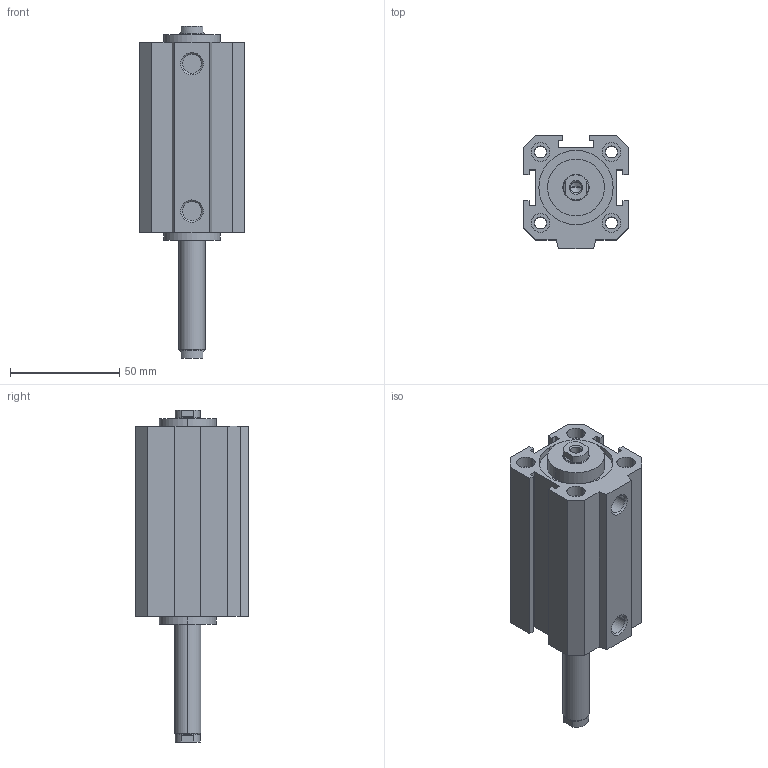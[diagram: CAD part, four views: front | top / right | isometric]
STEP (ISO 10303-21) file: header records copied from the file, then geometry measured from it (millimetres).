
FILE_DESCRIPTION((''),'2;1');
FILE_NAME('1514_32_0050.stp','2004-01-07T17:39:43',('medicfa1'),(''),'Autodesk Inventor 8','Autodesk Inventor 8','');
FILE_SCHEMA(('AUTOMOTIVE_DESIGN { 1 0 10303 214 1 1 1 1 }'));
Length unit declared in the file: millimetre
Products named in the file (3): 1514_32_0050; C_1514_32_0050; S_1514_32_0050
Assembly tree (2 placements, depth 2):
  1514_32_0050
    C_1514_32_0050
    S_1514_32_0050
Bounding box: 48 x 52 x 152 mm (x, y, z)
Volume: 176895.9 mm3; surface area: 43456.5 mm2
Topology: 2 solids, 2 shells, 126 faces, 306 edges, 196 vertices
Faces by surface type: plane 52, bspline 34, cylinder 28, cone 12
Entity records: 4087 total; most frequent: CARTESIAN_POINT 1067, DIRECTION 610, ORIENTED_EDGE 604, EDGE_CURVE 302, AXIS2_PLACEMENT_3D 211, VERTEX_POINT 196, VECTOR 188, LINE 188
